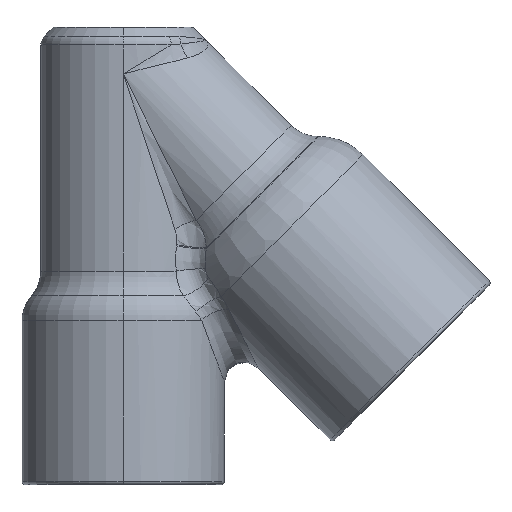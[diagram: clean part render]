
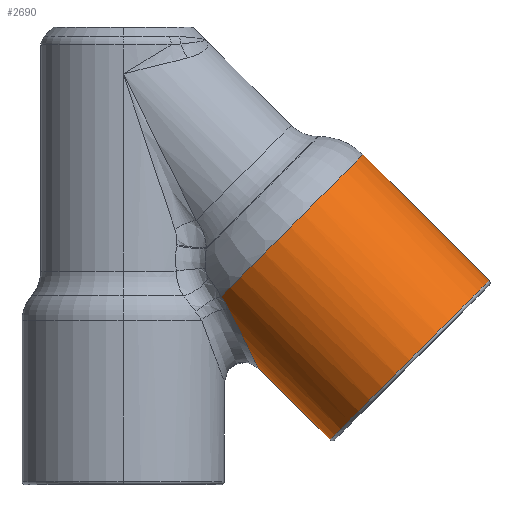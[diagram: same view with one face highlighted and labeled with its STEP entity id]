
A CAD part, top view. The second image highlights one B-rep face of the part: STEP entity #2690.
In plain terms, the highlighted cylindrical face has radius 9 mm (diameter 18 mm), a partial arc.
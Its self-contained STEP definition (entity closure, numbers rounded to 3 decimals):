
#78 = CARTESIAN_POINT ( 'NONE',  ( 8.441, 74.202, 5.204 ) ) ;
#92 = CYLINDRICAL_SURFACE ( 'NONE', #1549, 9. ) ;
#152 = CARTESIAN_POINT ( 'NONE',  ( 10.187, 70.755, 2.833 ) ) ;
#171 = CARTESIAN_POINT ( 'NONE',  ( 8.441, 74.202, 5.204 ) ) ;
#182 = CARTESIAN_POINT ( 'NONE',  ( 10.806, 69.52, 0.653 ) ) ;
#190 = DIRECTION ( 'NONE',  ( 0.707, -0.707, 0. ) ) ;
#381 = AXIS2_PLACEMENT_3D ( 'NONE', #3687, #3400, #1955 ) ;
#416 = CARTESIAN_POINT ( 'NONE',  ( 8.714, 73.669, 4.944 ) ) ;
#422 = ORIENTED_EDGE ( 'NONE', *, *, #3191, .T. ) ;
#457 = CARTESIAN_POINT ( 'NONE',  ( 10.831, 69.469, 0.33 ) ) ;
#575 = DIRECTION ( 'NONE',  ( 0.707, 0.707, 0. ) ) ;
#597 = CARTESIAN_POINT ( 'NONE',  ( 11.787, 81.241, 0. ) ) ;
#610 = CARTESIAN_POINT ( 'NONE',  ( 19.192, 86.563, 0. ) ) ;
#660 = B_SPLINE_CURVE_WITH_KNOTS ( 'NONE', 3,
 ( #1270, #676, #2453, #744 ),
 .UNSPECIFIED., .F., .F.,
 ( 4, 4 ),
 ( 0., 0.001 ),
 .UNSPECIFIED. ) ;
#676 = CARTESIAN_POINT ( 'NONE',  ( 8.069, 74.879, 5.497 ) ) ;
#699 = VERTEX_POINT ( 'NONE', #2144 ) ;
#709 = CARTESIAN_POINT ( 'NONE',  ( 10.644, 69.844, 1.565 ) ) ;
#744 = CARTESIAN_POINT ( 'NONE',  ( 8.441, 74.202, 5.204 ) ) ;
#771 = CARTESIAN_POINT ( 'NONE',  ( 18.151, 87.605, 0. ) ) ;
#776 = EDGE_CURVE ( 'NONE', #2082, #3071, #2746, .T. ) ;
#900 = DIRECTION ( 'NONE',  ( 0.707, 0.707, 0. ) ) ;
#948 = CARTESIAN_POINT ( 'NONE',  ( 22.924, 70.104, 0. ) ) ;
#984 = VERTEX_POINT ( 'NONE', #3293 ) ;
#989 = CARTESIAN_POINT ( 'NONE',  ( 10.711, 69.71, 1.277 ) ) ;
#1181 = CIRCLE ( 'NONE', #1780, 9. ) ;
#1270 = CARTESIAN_POINT ( 'NONE',  ( 7.842, 75.213, 5.592 ) ) ;
#1279 = VECTOR ( 'NONE', #190, 1000. ) ;
#1286 = LINE ( 'NONE', #1491, #2498 ) ;
#1309 = CARTESIAN_POINT ( 'NONE',  ( 10.079, 70.97, 3.05 ) ) ;
#1336 = CIRCLE ( 'NONE', #381, 9. ) ;
#1397 = ORIENTED_EDGE ( 'NONE', *, *, #776, .T. ) ;
#1491 = CARTESIAN_POINT ( 'NONE',  ( 5.423, 74.877, 0. ) ) ;
#1549 = AXIS2_PLACEMENT_3D ( 'NONE', #597, #2594, #575 ) ;
#1658 = EDGE_CURVE ( 'NONE', #2129, #1927, #2807, .T. ) ;
#1757 = DIRECTION ( 'NONE',  ( 0.707, -0.707, 0. ) ) ;
#1780 = AXIS2_PLACEMENT_3D ( 'NONE', #948, #3181, #900 ) ;
#1844 = CARTESIAN_POINT ( 'NONE',  ( 9.491, 72.138, 4.02 ) ) ;
#1879 = CARTESIAN_POINT ( 'NONE',  ( 10.389, 70.353, 2.363 ) ) ;
#1927 = VERTEX_POINT ( 'NONE', #1933 ) ;
#1933 = CARTESIAN_POINT ( 'NONE',  ( 29.288, 76.468, 0. ) ) ;
#1955 = DIRECTION ( 'NONE',  ( -0.707, -0.707, 0. ) ) ;
#2082 = VERTEX_POINT ( 'NONE', #78 ) ;
#2129 = VERTEX_POINT ( 'NONE', #610 ) ;
#2144 = CARTESIAN_POINT ( 'NONE',  ( 7.842, 75.213, 5.592 ) ) ;
#2157 = CARTESIAN_POINT ( 'NONE',  ( 10.483, 70.165, 2.108 ) ) ;
#2228 = ORIENTED_EDGE ( 'NONE', *, *, #2300, .T. ) ;
#2300 = EDGE_CURVE ( 'NONE', #984, #1927, #1181, .T. ) ;
#2418 = CARTESIAN_POINT ( 'NONE',  ( 8.979, 73.147, 4.66 ) ) ;
#2453 = CARTESIAN_POINT ( 'NONE',  ( 8.268, 74.541, 5.369 ) ) ;
#2498 = VECTOR ( 'NONE', #1757, 1000. ) ;
#2576 = ORIENTED_EDGE ( 'NONE', *, *, #3389, .T. ) ;
#2594 = DIRECTION ( 'NONE',  ( 0.707, -0.707, 0. ) ) ;
#2690 = ADVANCED_FACE ( 'NONE', ( #3053 ), #92, .T. ) ;
#2726 = EDGE_LOOP ( 'NONE', ( #1397, #422, #2228, #2805, #3023, #2576 ) ) ;
#2746 = B_SPLINE_CURVE_WITH_KNOTS ( 'NONE', 3,
 ( #171, #416, #2418, #1844, #3606, #1309, #152, #1879, #2157, #709, #989, #182, #457, #3278 ),
 .UNSPECIFIED., .F., .F.,
 ( 4, 2, 2, 2, 2, 2, 4 ),
 ( 0., 0.002, 0.004, 0.005, 0.006, 0.007, 0.008 ),
 .UNSPECIFIED. ) ;
#2805 = ORIENTED_EDGE ( 'NONE', *, *, #1658, .F. ) ;
#2807 = LINE ( 'NONE', #771, #1279 ) ;
#3023 = ORIENTED_EDGE ( 'NONE', *, *, #3628, .T. ) ;
#3053 = FACE_OUTER_BOUND ( 'NONE', #2726, .T. ) ;
#3071 = VERTEX_POINT ( 'NONE', #3402 ) ;
#3181 = DIRECTION ( 'NONE',  ( -0.707, 0.707, 0. ) ) ;
#3191 = EDGE_CURVE ( 'NONE', #3071, #984, #1286, .T. ) ;
#3278 = CARTESIAN_POINT ( 'NONE',  ( 10.831, 69.469, 0. ) ) ;
#3293 = CARTESIAN_POINT ( 'NONE',  ( 16.56, 63.74, 0. ) ) ;
#3389 = EDGE_CURVE ( 'NONE', #699, #2082, #660, .T. ) ;
#3400 = DIRECTION ( 'NONE',  ( 0.707, -0.707, 0. ) ) ;
#3402 = CARTESIAN_POINT ( 'NONE',  ( 10.831, 69.469, 0. ) ) ;
#3606 = CARTESIAN_POINT ( 'NONE',  ( 9.739, 71.646, 3.662 ) ) ;
#3628 = EDGE_CURVE ( 'NONE', #2129, #699, #1336, .T. ) ;
#3687 = CARTESIAN_POINT ( 'NONE',  ( 12.828, 80.2, 0. ) ) ;
